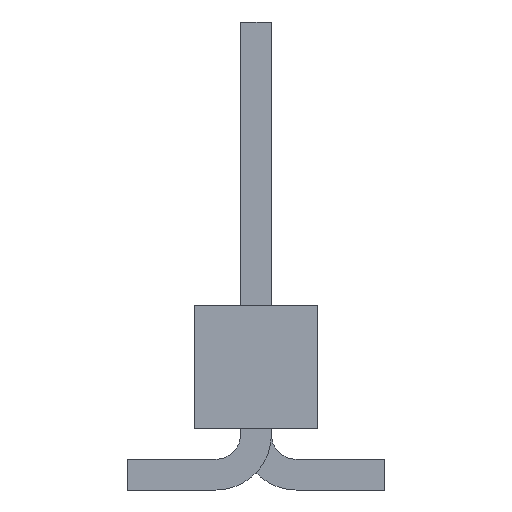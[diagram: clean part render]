
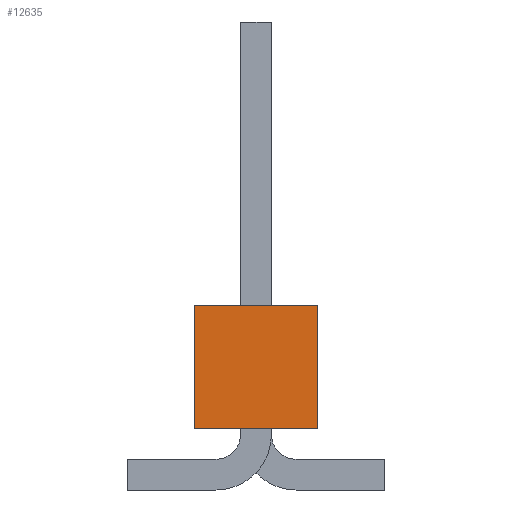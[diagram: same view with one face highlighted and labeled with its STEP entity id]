
A CAD part, left-side view. The second image highlights one B-rep face of the part: STEP entity #12635.
In plain terms, the highlighted face is planar.
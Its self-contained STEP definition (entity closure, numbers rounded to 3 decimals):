
#2756 = VERTEX_POINT('',#2757);
#2757 = CARTESIAN_POINT('',(52.07,1.27,1.27));
#2763 = EDGE_CURVE('',#2756,#2764,#2766,.T.);
#2764 = VERTEX_POINT('',#2765);
#2765 = CARTESIAN_POINT('',(52.07,1.27,-1.27));
#2766 = LINE('',#2767,#2768);
#2767 = CARTESIAN_POINT('',(52.07,1.27,1.27));
#2768 = VECTOR('',#2769,1.);
#2769 = DIRECTION('',(0.,0.,-1.));
#6710 = VERTEX_POINT('',#6711);
#6711 = CARTESIAN_POINT('',(52.07,-1.27,-1.27));
#6717 = EDGE_CURVE('',#6718,#6710,#6720,.T.);
#6718 = VERTEX_POINT('',#6719);
#6719 = CARTESIAN_POINT('',(52.07,-1.27,1.27));
#6720 = LINE('',#6721,#6722);
#6721 = CARTESIAN_POINT('',(52.07,-1.27,1.27));
#6722 = VECTOR('',#6723,1.);
#6723 = DIRECTION('',(0.,0.,-1.));
#8922 = EDGE_CURVE('',#2764,#6710,#8923,.T.);
#8923 = LINE('',#8924,#8925);
#8924 = CARTESIAN_POINT('',(52.07,1.27,-1.27));
#8925 = VECTOR('',#8926,1.);
#8926 = DIRECTION('',(0.,-1.,0.));
#8944 = EDGE_CURVE('',#2756,#6718,#8945,.T.);
#8945 = LINE('',#8946,#8947);
#8946 = CARTESIAN_POINT('',(52.07,1.27,1.27));
#8947 = VECTOR('',#8948,1.);
#8948 = DIRECTION('',(0.,-1.,0.));
#12635 = ADVANCED_FACE('',(#12636),#12642,.F.);
#12636 = FACE_BOUND('',#12637,.T.);
#12637 = EDGE_LOOP('',(#12638,#12639,#12640,#12641));
#12638 = ORIENTED_EDGE('',*,*,#6717,.T.);
#12639 = ORIENTED_EDGE('',*,*,#8922,.F.);
#12640 = ORIENTED_EDGE('',*,*,#2763,.F.);
#12641 = ORIENTED_EDGE('',*,*,#8944,.T.);
#12642 = PLANE('',#12643);
#12643 = AXIS2_PLACEMENT_3D('',#12644,#12645,#12646);
#12644 = CARTESIAN_POINT('',(52.07,1.27,1.27));
#12645 = DIRECTION('',(-1.,0.,0.));
#12646 = DIRECTION('',(0.,0.,1.));
